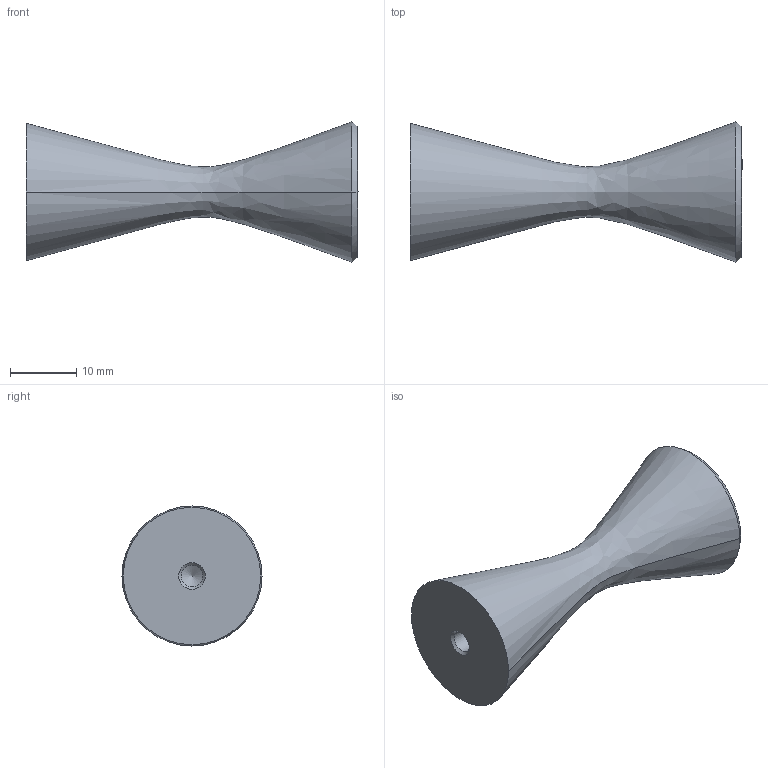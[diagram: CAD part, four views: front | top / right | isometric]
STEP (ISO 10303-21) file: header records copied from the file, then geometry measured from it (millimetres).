
FILE_DESCRIPTION(/* description */ (''),/* implementation_level */ '2;1');
FILE_NAME(/* name */ '7014_01.stp',/* time_stamp */ '2023-01-03T09:56:57+01:00',/* author */ ('jferrer'),/* organization */ (''),/* preprocessor_version */ 'ST-DEVELOPER v18.1',/* originating_system */ 'Autodesk Inventor 2022',/* authorisation */ '');
FILE_SCHEMA (('CONFIG_CONTROL_DESIGN'));
Length unit declared in the file: millimetre
Products named in the file (1): wardrobe knob_200215
Bounding box: 49.96 x 21.07 x 21.07 mm (x, y, z)
Volume: 7759 mm3; surface area: 3018.4 mm2
Topology: 1 solids, 1 shells, 9 faces, 17 edges, 10 vertices
Faces by surface type: bspline 4, cone 2, sphere 1, cylinder 1, plane 1
Full cylindrical faces by diameter (mm): 3.242 x1
Entity records: 689 total; most frequent: CARTESIAN_POINT 485, ORIENTED_EDGE 32, DIRECTION 31, EDGE_CURVE 16, AXIS2_PLACEMENT_3D 13, EDGE_LOOP 10, VERTEX_POINT 10, FACE_OUTER_BOUND 9
